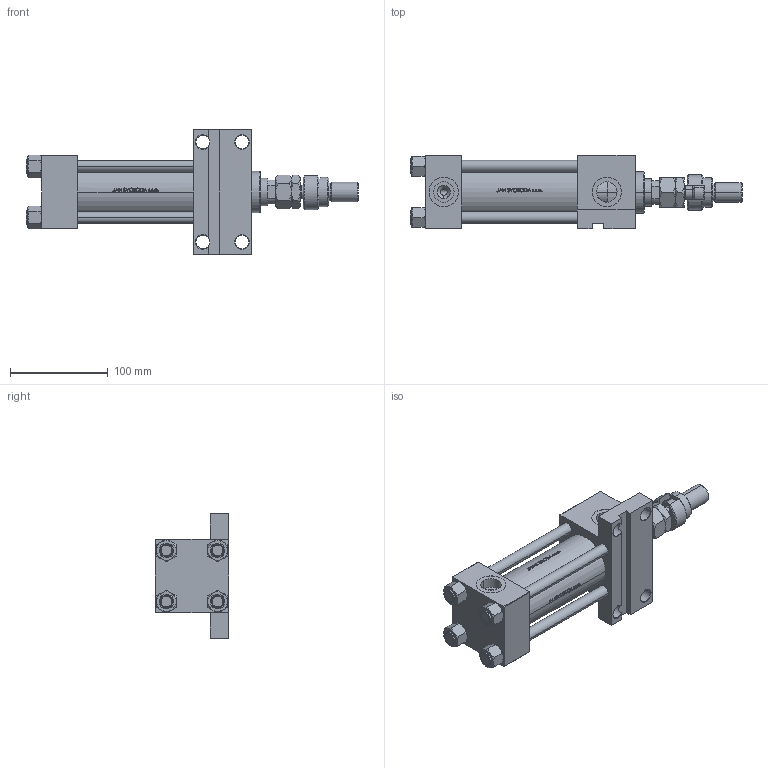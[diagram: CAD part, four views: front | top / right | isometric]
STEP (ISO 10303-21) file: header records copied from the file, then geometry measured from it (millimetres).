
FILE_DESCRIPTION (( 'STEP AP203' ), '1' );
FILE_NAME ('9785.STEP', '2023-01-17T16:45:20', ( '' ), ( '' ), 'SwSTEP 2.0', 'SolidWorks 2019', '' );
FILE_SCHEMA (( 'CONFIG_CONTROL_DESIGN' ));
Length unit declared in the file: millimetre
Products named in the file (9): MFA 9637b1e056d6ea5c9a334541f95f0a0c; FEMALE_PART_FOR_DFA 9637b1e056d6ea5c9a334541f95f0a0c; V215_VC_A 9637b1e056d6ea5c9a334541f95f0a0c; 9785; NUT_M5_F 9637b1e056d6ea5c9a334541f95f0a0c; V215CR_F_TYCINKA 9637b1e056d6ea5c9a334541f95f0a0c; V215CR_VCP_F 9637b1e056d6ea5c9a334541f95f0a0c; V215CR_F_Body 9637b1e056d6ea5c9a334541f95f0a0c; DFA 9637b1e056d6ea5c9a334541f95f0a0c
Assembly tree (14 placements, depth 3):
  9785
    V215CR_F_Body 9637b1e056d6ea5c9a334541f95f0a0c
    V215CR_VCP_F 9637b1e056d6ea5c9a334541f95f0a0c
    V215CR_F_TYCINKA 9637b1e056d6ea5c9a334541f95f0a0c  x4
    NUT_M5_F 9637b1e056d6ea5c9a334541f95f0a0c  x4
    V215_VC_A 9637b1e056d6ea5c9a334541f95f0a0c
    DFA 9637b1e056d6ea5c9a334541f95f0a0c
      FEMALE_PART_FOR_DFA 9637b1e056d6ea5c9a334541f95f0a0c
      MFA 9637b1e056d6ea5c9a334541f95f0a0c
Bounding box: 339 x 75 x 127 mm (x, y, z)
Volume: 857154.6 mm3; surface area: 207435.8 mm2
Topology: 13 solids, 13 shells, 1196 faces, 2934 edges, 1883 vertices
Faces by surface type: plane 469, bspline 380, cone 192, cylinder 143, torus 12
Entity records: 50726 total; most frequent: CARTESIAN_POINT 26703, ORIENTED_EDGE 5360, DIRECTION 3532, EDGE_CURVE 2680, VERTEX_POINT 1739, LINE 1346, VECTOR 1346, EDGE_LOOP 1215
